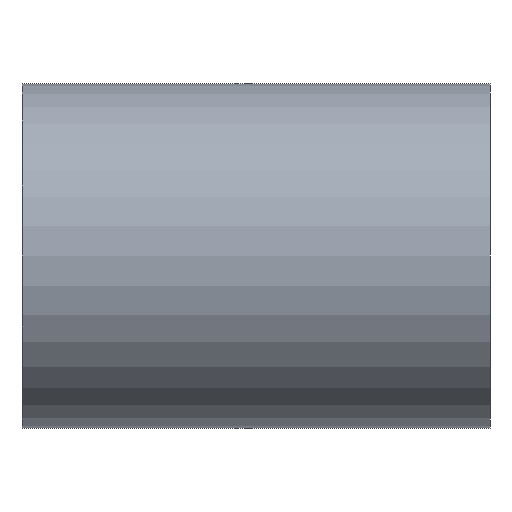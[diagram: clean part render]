
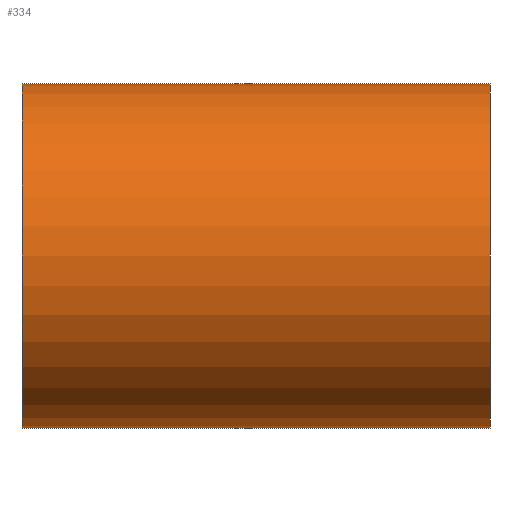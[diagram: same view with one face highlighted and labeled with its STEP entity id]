
A CAD part, front view. The second image highlights one B-rep face of the part: STEP entity #334.
In plain terms, the highlighted cylindrical face has radius 25.4 mm (diameter 50.8 mm), a partial arc.
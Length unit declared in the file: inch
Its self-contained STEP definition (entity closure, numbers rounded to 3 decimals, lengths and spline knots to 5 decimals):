
#1 = EDGE_CURVE ( 'NONE', #154, #255, #31, .T. ) ;
#20 = VERTEX_POINT ( 'NONE', #345 ) ;
#24 = AXIS2_PLACEMENT_3D ( 'NONE', #145, #411, #220 ) ;
#31 = LINE ( 'NONE', #499, #288 ) ;
#38 = EDGE_CURVE ( 'NONE', #20, #231, #197, .T. ) ;
#46 = AXIS2_PLACEMENT_3D ( 'NONE', #398, #241, #165 ) ;
#79 = DIRECTION ( 'NONE',  ( 0., 0., 1. ) ) ;
#87 = DIRECTION ( 'NONE',  ( -1., 0., 0. ) ) ;
#99 = ORIENTED_EDGE ( 'NONE', *, *, #129, .T. ) ;
#109 = CARTESIAN_POINT ( 'NONE',  ( 0., 0., -1. ) ) ;
#116 = ORIENTED_EDGE ( 'NONE', *, *, #38, .F. ) ;
#125 = EDGE_CURVE ( 'NONE', #231, #255, #139, .T. ) ;
#129 = EDGE_CURVE ( 'NONE', #20, #154, #267, .T. ) ;
#133 = CARTESIAN_POINT ( 'NONE',  ( -1.3585, 0., -1. ) ) ;
#139 = CIRCLE ( 'NONE', #203, 1. ) ;
#145 = CARTESIAN_POINT ( 'NONE',  ( 0., 0., 0. ) ) ;
#150 = DIRECTION ( 'NONE',  ( -1., 0., 0. ) ) ;
#154 = VERTEX_POINT ( 'NONE', #244 ) ;
#165 = DIRECTION ( 'NONE',  ( 0., 0., 1. ) ) ;
#177 = ORIENTED_EDGE ( 'NONE', *, *, #125, .F. ) ;
#185 = ORIENTED_EDGE ( 'NONE', *, *, #1, .T. ) ;
#197 = LINE ( 'NONE', #109, #306 ) ;
#203 = AXIS2_PLACEMENT_3D ( 'NONE', #430, #87, #79 ) ;
#220 = DIRECTION ( 'NONE',  ( 0., 0., 1. ) ) ;
#231 = VERTEX_POINT ( 'NONE', #133 ) ;
#241 = DIRECTION ( 'NONE',  ( -1., 0., 0. ) ) ;
#244 = CARTESIAN_POINT ( 'NONE',  ( 1.3585, 0., 1. ) ) ;
#255 = VERTEX_POINT ( 'NONE', #324 ) ;
#267 = CIRCLE ( 'NONE', #46, 1. ) ;
#288 = VECTOR ( 'NONE', #150, 39.37008 ) ;
#300 = DIRECTION ( 'NONE',  ( -1., 0., 0. ) ) ;
#306 = VECTOR ( 'NONE', #300, 39.37008 ) ;
#324 = CARTESIAN_POINT ( 'NONE',  ( -1.3585, 0., 1. ) ) ;
#329 = CYLINDRICAL_SURFACE ( 'NONE', #24, 1. ) ;
#334 = ADVANCED_FACE ( 'NONE', ( #369 ), #329, .T. ) ;
#345 = CARTESIAN_POINT ( 'NONE',  ( 1.3585, 0., -1. ) ) ;
#369 = FACE_OUTER_BOUND ( 'NONE', #436, .T. ) ;
#398 = CARTESIAN_POINT ( 'NONE',  ( 1.3585, 0., 0. ) ) ;
#411 = DIRECTION ( 'NONE',  ( -1., 0., 0. ) ) ;
#430 = CARTESIAN_POINT ( 'NONE',  ( -1.3585, 0., 0. ) ) ;
#436 = EDGE_LOOP ( 'NONE', ( #116, #99, #185, #177 ) ) ;
#499 = CARTESIAN_POINT ( 'NONE',  ( 0., 0., 1. ) ) ;
